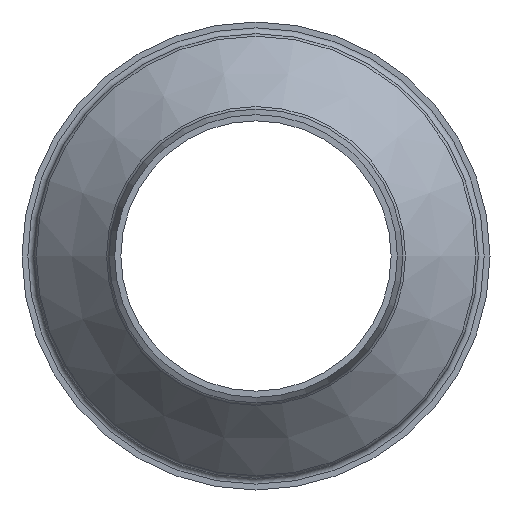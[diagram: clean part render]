
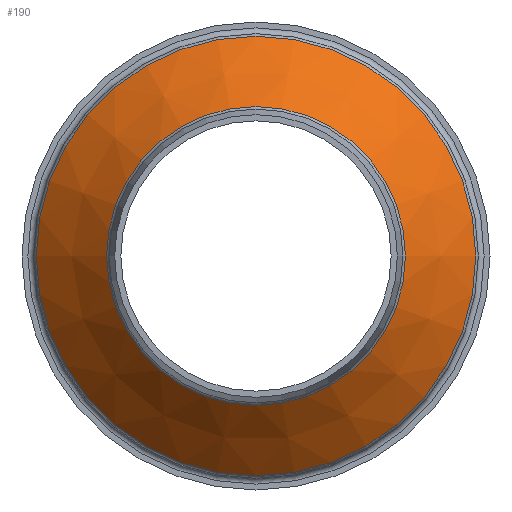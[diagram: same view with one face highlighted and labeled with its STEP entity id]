
A CAD part, front view. The second image highlights one B-rep face of the part: STEP entity #190.
In plain terms, the highlighted conical face has half-angle 45 degrees and reference radius 31.55 mm.
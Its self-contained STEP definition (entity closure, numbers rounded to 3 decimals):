
#15=CONICAL_SURFACE('',#215,31.55,45.);
#32=FACE_BOUND('',#72,.T.);
#49=FACE_OUTER_BOUND('',#71,.T.);
#71=EDGE_LOOP('',(#156));
#72=EDGE_LOOP('',(#157));
#100=CIRCLE('',#214,37.561);
#101=CIRCLE('',#216,25.539);
#117=VERTEX_POINT('',#324);
#118=VERTEX_POINT('',#327);
#134=EDGE_CURVE('',#117,#117,#100,.T.);
#135=EDGE_CURVE('',#118,#118,#101,.T.);
#156=ORIENTED_EDGE('',*,*,#135,.F.);
#157=ORIENTED_EDGE('',*,*,#134,.T.);
#190=ADVANCED_FACE('',(#49,#32),#15,.T.);
#214=AXIS2_PLACEMENT_3D('',#325,#260,#261);
#215=AXIS2_PLACEMENT_3D('',#326,#262,#263);
#216=AXIS2_PLACEMENT_3D('',#328,#264,#265);
#260=DIRECTION('center_axis',(0.,-1.,0.));
#261=DIRECTION('ref_axis',(1.,0.,0.));
#262=DIRECTION('center_axis',(0.,1.,0.));
#263=DIRECTION('ref_axis',(1.,0.,0.));
#264=DIRECTION('center_axis',(0.,-1.,0.));
#265=DIRECTION('ref_axis',(1.,0.,0.));
#324=CARTESIAN_POINT('',(37.561,61.732,0.));
#325=CARTESIAN_POINT('Origin',(0.,61.732,0.));
#326=CARTESIAN_POINT('Origin',(0.,55.722,0.));
#327=CARTESIAN_POINT('',(25.539,49.711,0.));
#328=CARTESIAN_POINT('Origin',(0.,49.711,0.));
